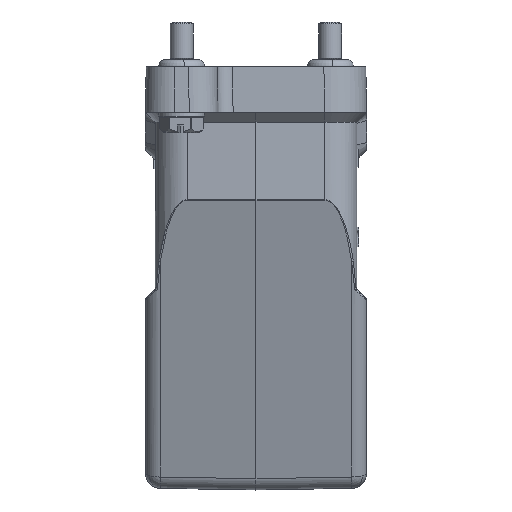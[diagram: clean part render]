
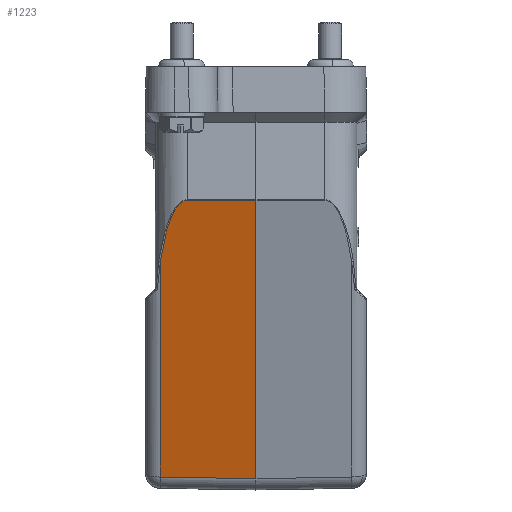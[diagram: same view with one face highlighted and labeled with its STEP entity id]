
A CAD part, left-side view. The second image highlights one B-rep face of the part: STEP entity #1223.
In plain terms, the highlighted planar face has unit normal (-0.966, 0.018, -0.259).
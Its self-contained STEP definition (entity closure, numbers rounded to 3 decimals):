
#481=B_SPLINE_CURVE_WITH_KNOTS('',3,(#17593,#17594,#17595,#17596,#17597,
#17598,#17599,#17600,#17601,#17602,#17603,#17604,#17605,#17606,#17607,#17608,
#17609,#17610,#17611,#17612),.UNSPECIFIED.,.F.,.F.,(4,2,2,2,2,2,2,2,2,4),
(0.,0.25,0.5,0.625,0.75,0.813,0.875,0.938,0.969,1.),.UNSPECIFIED.);
#1223=ADVANCED_FACE('NONE',(#1984),#1530,.F.);
#1530=PLANE('',#9615);
#1984=FACE_OUTER_BOUND('',#2543,.T.);
#2543=EDGE_LOOP('',(#6044,#6045,#6046,#6047,#6048));
#3224=LINE('',#17746,#3907);
#3261=LINE('',#18308,#3944);
#3262=LINE('',#18310,#3945);
#3263=LINE('',#18311,#3946);
#3907=VECTOR('',#11442,1.);
#3944=VECTOR('',#11549,1.);
#3945=VECTOR('',#11550,1.);
#3946=VECTOR('',#11551,1.);
#6044=ORIENTED_EDGE('',*,*,#8579,.F.);
#6045=ORIENTED_EDGE('',*,*,#8580,.F.);
#6046=ORIENTED_EDGE('',*,*,#8510,.F.);
#6047=ORIENTED_EDGE('',*,*,#8505,.F.);
#6048=ORIENTED_EDGE('',*,*,#8581,.F.);
#6711=VERTEX_POINT('',#12137);
#7336=VERTEX_POINT('',#17587);
#7337=VERTEX_POINT('',#17592);
#7340=VERTEX_POINT('',#17747);
#7378=VERTEX_POINT('',#18309);
#8505=EDGE_CURVE('NONE',#7337,#7336,#481,.T.);
#8510=EDGE_CURVE('NONE',#7336,#7340,#3224,.T.);
#8579=EDGE_CURVE('NONE',#7378,#6711,#3261,.T.);
#8580=EDGE_CURVE('NONE',#7340,#7378,#3262,.T.);
#8581=EDGE_CURVE('NONE',#6711,#7337,#3263,.T.);
#9615=AXIS2_PLACEMENT_3D('',#18312,#11552,#11553);
#11442=DIRECTION('',(-0.017,-1.,-0.002));
#11549=DIRECTION('',(0.013,1.,0.017));
#11550=DIRECTION('',(0.259,0.,-0.966));
#11551=DIRECTION('',(-0.259,0.,0.966));
#11552=DIRECTION('',(0.966,-0.017,0.259));
#11553=DIRECTION('',(0.259,0.,-0.966));
#12137=CARTESIAN_POINT('',(-55.094,25.07,-95.598));
#17587=CARTESIAN_POINT('',(-74.668,18.048,-23.022));
#17592=CARTESIAN_POINT('',(-70.235,25.07,-39.091));
#17593=CARTESIAN_POINT('',(-70.235,25.07,-39.091));
#17594=CARTESIAN_POINT('',(-70.646,24.866,-37.573));
#17595=CARTESIAN_POINT('',(-71.055,24.619,-36.062));
#17596=CARTESIAN_POINT('',(-71.87,24.009,-33.061));
#17597=CARTESIAN_POINT('',(-72.276,23.647,-31.571));
#17598=CARTESIAN_POINT('',(-72.876,22.965,-29.377));
#17599=CARTESIAN_POINT('',(-73.075,22.714,-28.653));
#17600=CARTESIAN_POINT('',(-73.466,22.142,-27.232));
#17601=CARTESIAN_POINT('',(-73.659,21.823,-26.533));
#17602=CARTESIAN_POINT('',(-73.938,21.258,-25.531));
#17603=CARTESIAN_POINT('',(-74.029,21.054,-25.205));
#17604=CARTESIAN_POINT('',(-74.204,20.607,-24.58));
#17605=CARTESIAN_POINT('',(-74.289,20.363,-24.281));
#17606=CARTESIAN_POINT('',(-74.444,19.815,-23.739));
#17607=CARTESIAN_POINT('',(-74.515,19.511,-23.494));
#17608=CARTESIAN_POINT('',(-74.597,18.996,-23.223));
#17609=CARTESIAN_POINT('',(-74.62,18.814,-23.149));
#17610=CARTESIAN_POINT('',(-74.654,18.439,-23.048));
#17611=CARTESIAN_POINT('',(-74.665,18.244,-23.022));
#17612=CARTESIAN_POINT('',(-74.668,18.048,-23.022));
#17746=CARTESIAN_POINT('',(-74.662,18.396,-23.021));
#17747=CARTESIAN_POINT('',(-74.983,0.,-23.064));
#18308=CARTESIAN_POINT('',(-55.43,0.,-96.036));
#18309=CARTESIAN_POINT('',(-55.43,0.,-96.036));
#18310=CARTESIAN_POINT('',(-54.636,0.,-99.));
#18311=CARTESIAN_POINT('',(-54.213,25.07,-98.887));
#18312=CARTESIAN_POINT('',(-54.636,0.,-99.));
